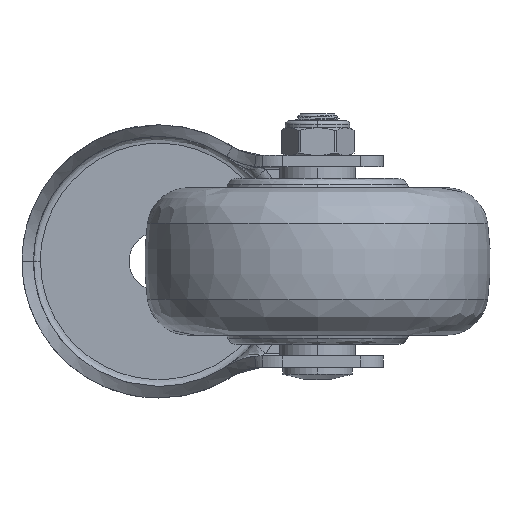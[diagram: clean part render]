
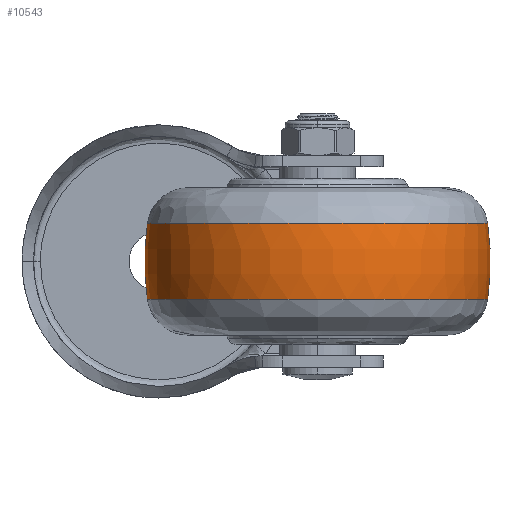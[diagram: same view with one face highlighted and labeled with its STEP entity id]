
A CAD part, front view. The second image highlights one B-rep face of the part: STEP entity #10543.
In plain terms, the highlighted toroidal (fillet/blend) face has major radius 22.5 mm and minor radius 60 mm.
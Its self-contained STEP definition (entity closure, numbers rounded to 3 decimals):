
#49 = VERTEX_POINT ( 'NONE', #3524 ) ;
#1031 = EDGE_CURVE ( 'NONE', #8923, #2353, #11718, .T. ) ;
#1109 = DIRECTION ( 'NONE',  ( 0., -0.998, 0.063 ) ) ;
#1310 = CARTESIAN_POINT ( 'NONE',  ( 0., -22.5, 0. ) ) ;
#1957 = TOROIDAL_SURFACE ( 'NONE', #10344, -22.5, 60. ) ;
#2257 = AXIS2_PLACEMENT_3D ( 'NONE', #6631, #14860, #1109 ) ;
#2341 = FACE_OUTER_BOUND ( 'NONE', #13409, .T. ) ;
#2353 = VERTEX_POINT ( 'NONE', #8696 ) ;
#2497 = AXIS2_PLACEMENT_3D ( 'NONE', #3417, #6801, #4594 ) ;
#2516 = DIRECTION ( 'NONE',  ( 0., 0., -1. ) ) ;
#2527 = DIRECTION ( 'NONE',  ( 0., 1., 0. ) ) ;
#2710 = DIRECTION ( 'NONE',  ( 0., -1., 0. ) ) ;
#3417 = CARTESIAN_POINT ( 'NONE',  ( 8.235, 0., 0. ) ) ;
#3524 = CARTESIAN_POINT ( 'NONE',  ( 8.235, 36.932, 0. ) ) ;
#3722 = ORIENTED_EDGE ( 'NONE', *, *, #1031, .F. ) ;
#4237 = VERTEX_POINT ( 'NONE', #13154 ) ;
#4399 = ORIENTED_EDGE ( 'NONE', *, *, #14482, .T. ) ;
#4594 = DIRECTION ( 'NONE',  ( 0., -0.998, 0.063 ) ) ;
#5207 = CIRCLE ( 'NONE', #2257, 36.932 ) ;
#5506 = ORIENTED_EDGE ( 'NONE', *, *, #6261, .T. ) ;
#5865 = CIRCLE ( 'NONE', #9089, 60. ) ;
#5945 = CARTESIAN_POINT ( 'NONE',  ( 0., 0., 0. ) ) ;
#6261 = EDGE_CURVE ( 'NONE', #8923, #4237, #5207, .T. ) ;
#6269 = CARTESIAN_POINT ( 'NONE',  ( 0., 22.5, 0. ) ) ;
#6631 = CARTESIAN_POINT ( 'NONE',  ( -8.235, 0., 0. ) ) ;
#6801 = DIRECTION ( 'NONE',  ( -1., 0., 0. ) ) ;
#7046 = DIRECTION ( 'NONE',  ( -1., 0., 0. ) ) ;
#7426 = DIRECTION ( 'NONE',  ( 0., 0., 1. ) ) ;
#7510 = AXIS2_PLACEMENT_3D ( 'NONE', #6269, #7426, #2710 ) ;
#7530 = CARTESIAN_POINT ( 'NONE',  ( -8.235, -36.932, 0. ) ) ;
#8696 = CARTESIAN_POINT ( 'NONE',  ( 8.235, -36.932, 0. ) ) ;
#8923 = VERTEX_POINT ( 'NONE', #7530 ) ;
#9089 = AXIS2_PLACEMENT_3D ( 'NONE', #1310, #2516, #7046 ) ;
#9370 = DIRECTION ( 'NONE',  ( 1., 0., 0. ) ) ;
#10344 = AXIS2_PLACEMENT_3D ( 'NONE', #5945, #9370, #2527 ) ;
#10543 = ADVANCED_FACE ( 'NONE', ( #2341 ), #1957, .T. ) ;
#11718 = CIRCLE ( 'NONE', #7510, 60. ) ;
#11947 = EDGE_CURVE ( 'NONE', #4237, #49, #5865, .T. ) ;
#12199 = ORIENTED_EDGE ( 'NONE', *, *, #11947, .T. ) ;
#12878 = CIRCLE ( 'NONE', #2497, 36.932 ) ;
#13154 = CARTESIAN_POINT ( 'NONE',  ( -8.235, 36.932, 0. ) ) ;
#13409 = EDGE_LOOP ( 'NONE', ( #3722, #5506, #12199, #4399 ) ) ;
#14482 = EDGE_CURVE ( 'NONE', #49, #2353, #12878, .T. ) ;
#14860 = DIRECTION ( 'NONE',  ( 1., 0., 0. ) ) ;
